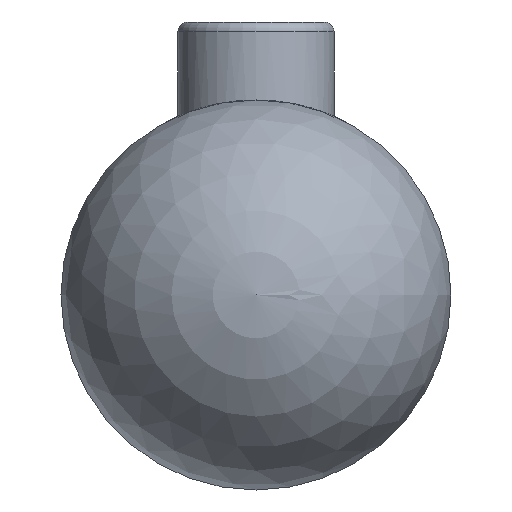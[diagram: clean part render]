
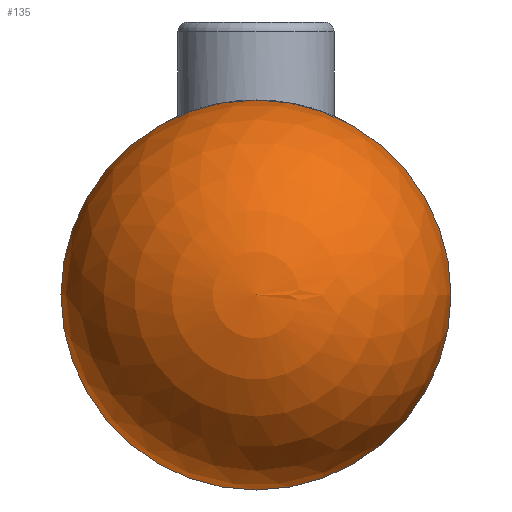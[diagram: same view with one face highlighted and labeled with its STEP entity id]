
A CAD part, front view. The second image highlights one B-rep face of the part: STEP entity #135.
In plain terms, the highlighted spherical face has radius 5 mm.
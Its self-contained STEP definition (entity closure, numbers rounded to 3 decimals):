
#1 = FACE_OUTER_BOUND ( 'NONE', #71, .T. ) ;
#6 = CARTESIAN_POINT ( 'NONE',  ( 0., 5., 0. ) ) ;
#16 = CARTESIAN_POINT ( 'NONE',  ( 0., 5., 0. ) ) ;
#17 = DIRECTION ( 'NONE',  ( 0., 1., 0. ) ) ;
#18 = DIRECTION ( 'NONE',  ( 0., 0., -1. ) ) ;
#24 = SPHERICAL_SURFACE ( 'NONE', #205, 5. ) ;
#28 = DIRECTION ( 'NONE',  ( 0., 1., 0. ) ) ;
#41 = DIRECTION ( 'NONE',  ( 1., 0., 0. ) ) ;
#49 = VERTEX_POINT ( 'NONE', #129 ) ;
#51 = CARTESIAN_POINT ( 'NONE',  ( 0., 5., 5. ) ) ;
#59 = VERTEX_POINT ( 'NONE', #51 ) ;
#71 = EDGE_LOOP ( 'NONE', ( #96, #126 ) ) ;
#96 = ORIENTED_EDGE ( 'NONE', *, *, #149, .F. ) ;
#126 = ORIENTED_EDGE ( 'NONE', *, *, #140, .F. ) ;
#129 = CARTESIAN_POINT ( 'NONE',  ( 0., 5., -5. ) ) ;
#135 = ADVANCED_FACE ( 'NONE', ( #1 ), #24, .T. ) ;
#140 = EDGE_CURVE ( 'NONE', #59, #49, #216, .T. ) ;
#149 = EDGE_CURVE ( 'NONE', #49, #59, #180, .T. ) ;
#180 = CIRCLE ( 'NONE', #197, 5. ) ;
#197 = AXIS2_PLACEMENT_3D ( 'NONE', #394, #393, #379 ) ;
#205 = AXIS2_PLACEMENT_3D ( 'NONE', #6, #28, #41 ) ;
#216 = CIRCLE ( 'NONE', #217, 5. ) ;
#217 = AXIS2_PLACEMENT_3D ( 'NONE', #16, #17, #18 ) ;
#379 = DIRECTION ( 'NONE',  ( 0., 0., -1. ) ) ;
#393 = DIRECTION ( 'NONE',  ( 0., 1., 0. ) ) ;
#394 = CARTESIAN_POINT ( 'NONE',  ( 0., 5., 0. ) ) ;
